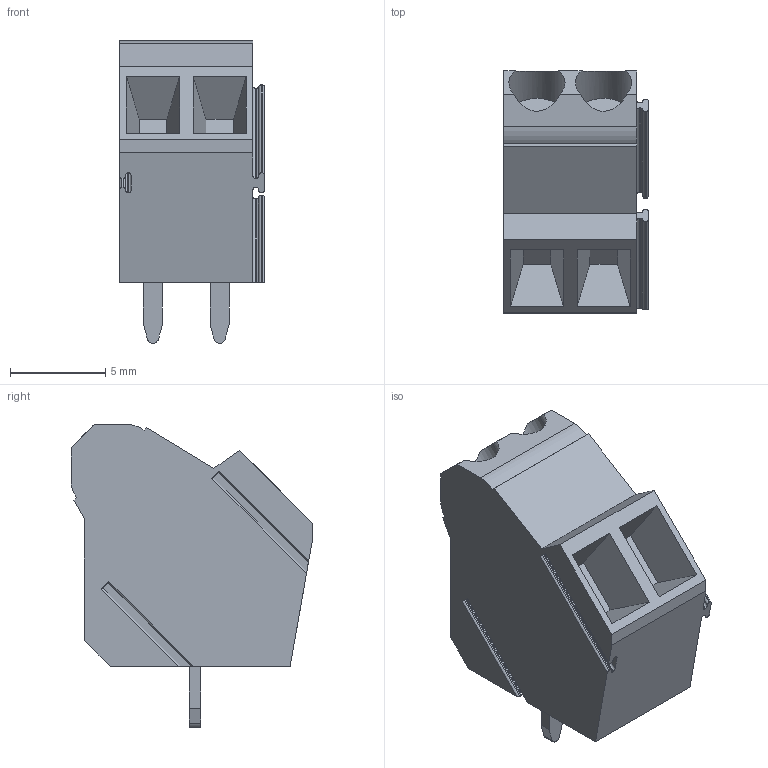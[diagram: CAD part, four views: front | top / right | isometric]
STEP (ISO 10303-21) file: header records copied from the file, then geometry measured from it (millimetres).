
FILE_DESCRIPTION(('CATIA V5 STEP Exchange','CAx-IF Rec.Pracs.--- Model Styling and Organization---1.2---2011-12-15'),'2;1');
FILE_NAME ('D1454784_0_1714980000_1714980000.stp','2018-09-07T05:58:07+00:00',('none'),('Weidmueller'),'CATIA Version 5-6 Release 2014','CATIA V5 STEP AP214','none');
FILE_SCHEMA(('AUTOMOTIVE_DESIGN { 1 0 10303 214 1 1 1 1 }'));
Length unit declared in the file: millimetre
Products named in the file (1): 1714980000
Bounding box: 7.6 x 12.7 x 15.9 mm (x, y, z)
Volume: 841.3 mm3; surface area: 729.3 mm2
Topology: 3 solids, 3 shells, 108 faces, 300 edges, 200 vertices
Faces by surface type: plane 68, cylinder 40
Entity records: 3634 total; most frequent: CARTESIAN_POINT 996, ORIENTED_EDGE 600, DIRECTION 434, EDGE_CURVE 300, VECTOR 204, LINE 204, VERTEX_POINT 200, AXIS2_PLACEMENT_3D 142
